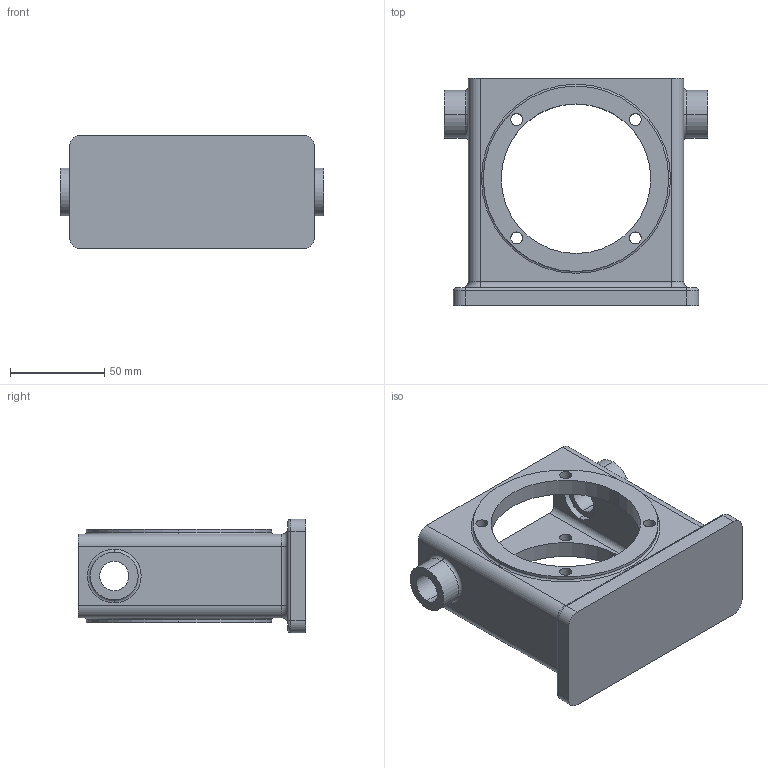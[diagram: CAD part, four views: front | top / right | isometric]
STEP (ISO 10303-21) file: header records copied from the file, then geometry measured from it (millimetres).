
FILE_DESCRIPTION (( 'STEP AP214' ), '1' );
FILE_NAME ('Housing.STEP', '2017-12-07T20:51:53', ( 'Doc' ), ( '' ), 'SwSTEP 2.0', 'SolidWorks 2017', '' );
FILE_SCHEMA (( 'AUTOMOTIVE_DESIGN' ));
Length unit declared in the file: inch
Products named in the file (1): Housing
Bounding box: 139.7 x 120.65 x 60.33 mm (x, y, z)
Volume: 282506.9 mm3; surface area: 69093.1 mm2
Topology: 1 solids, 1 shells, 114 faces, 268 edges, 164 vertices
Faces by surface type: cylinder 68, plane 26, torus 16, sphere 4
Entity records: 3368 total; most frequent: DIRECTION 654, CARTESIAN_POINT 543, ORIENTED_EDGE 528, AXIS2_PLACEMENT_3D 275, EDGE_CURVE 264, VERTEX_POINT 164, CIRCLE 160, EDGE_LOOP 150
